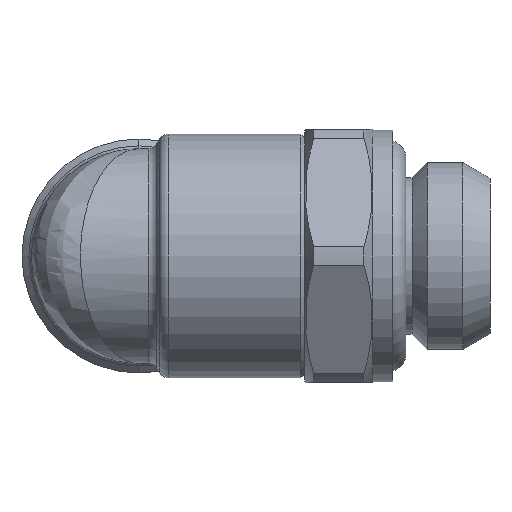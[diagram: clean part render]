
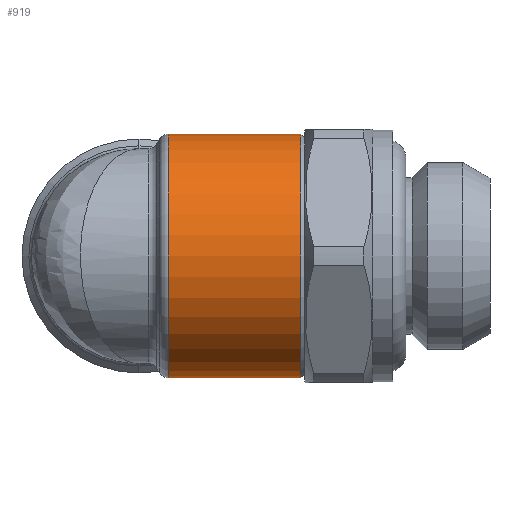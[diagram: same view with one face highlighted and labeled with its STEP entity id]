
A CAD part, left-side view. The second image highlights one B-rep face of the part: STEP entity #919.
In plain terms, the highlighted cylindrical face has radius 6.25 mm (diameter 12.5 mm), a partial arc.
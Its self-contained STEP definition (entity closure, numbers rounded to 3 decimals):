
#114 = EDGE_LOOP ( 'NONE', ( #2416, #194, #1867, #883 ) ) ;
#194 = ORIENTED_EDGE ( 'NONE', *, *, #1065, .T. ) ;
#243 = CIRCLE ( 'NONE', #2212, 6.25 ) ;
#395 = AXIS2_PLACEMENT_3D ( 'NONE', #2277, #1418, #1136 ) ;
#430 = VERTEX_POINT ( 'NONE', #2090 ) ;
#491 = DIRECTION ( 'NONE',  ( 0., 1., 0. ) ) ;
#498 = VERTEX_POINT ( 'NONE', #845 ) ;
#517 = VECTOR ( 'NONE', #491, 1000. ) ;
#601 = CARTESIAN_POINT ( 'NONE',  ( 0., -1.5, 6.25 ) ) ;
#634 = EDGE_CURVE ( 'NONE', #498, #430, #2160, .T. ) ;
#809 = EDGE_CURVE ( 'NONE', #430, #1923, #2731, .T. ) ;
#827 = DIRECTION ( 'NONE',  ( 0., 1., 0. ) ) ;
#845 = CARTESIAN_POINT ( 'NONE',  ( 0., -8.3, -6.25 ) ) ;
#864 = CARTESIAN_POINT ( 'NONE',  ( 0., -8.3, 6.25 ) ) ;
#873 = CYLINDRICAL_SURFACE ( 'NONE', #2606, 6.25 ) ;
#883 = ORIENTED_EDGE ( 'NONE', *, *, #809, .F. ) ;
#919 = ADVANCED_FACE ( 'NONE', ( #1971 ), #873, .T. ) ;
#1065 = EDGE_CURVE ( 'NONE', #498, #1946, #243, .T. ) ;
#1136 = DIRECTION ( 'NONE',  ( 0., 0., 1. ) ) ;
#1196 = VECTOR ( 'NONE', #1362, 1000. ) ;
#1362 = DIRECTION ( 'NONE',  ( 0., 1., 0. ) ) ;
#1418 = DIRECTION ( 'NONE',  ( 0., 1., 0. ) ) ;
#1618 = LINE ( 'NONE', #2376, #1196 ) ;
#1820 = CARTESIAN_POINT ( 'NONE',  ( 0., -8.3, 0. ) ) ;
#1867 = ORIENTED_EDGE ( 'NONE', *, *, #2469, .T. ) ;
#1923 = VERTEX_POINT ( 'NONE', #601 ) ;
#1946 = VERTEX_POINT ( 'NONE', #864 ) ;
#1971 = FACE_OUTER_BOUND ( 'NONE', #114, .T. ) ;
#1992 = CARTESIAN_POINT ( 'NONE',  ( 0., 5.805, -6.25 ) ) ;
#2090 = CARTESIAN_POINT ( 'NONE',  ( 0., -1.5, -6.25 ) ) ;
#2160 = LINE ( 'NONE', #1992, #517 ) ;
#2211 = DIRECTION ( 'NONE',  ( 0., 1., 0. ) ) ;
#2212 = AXIS2_PLACEMENT_3D ( 'NONE', #1820, #827, #2770 ) ;
#2277 = CARTESIAN_POINT ( 'NONE',  ( 0., -1.5, 0. ) ) ;
#2376 = CARTESIAN_POINT ( 'NONE',  ( 0., 5.805, 6.25 ) ) ;
#2416 = ORIENTED_EDGE ( 'NONE', *, *, #634, .F. ) ;
#2469 = EDGE_CURVE ( 'NONE', #1946, #1923, #1618, .T. ) ;
#2606 = AXIS2_PLACEMENT_3D ( 'NONE', #2965, #2211, #2926 ) ;
#2731 = CIRCLE ( 'NONE', #395, 6.25 ) ;
#2770 = DIRECTION ( 'NONE',  ( 0., 0., 1. ) ) ;
#2926 = DIRECTION ( 'NONE',  ( 0., 0., 1. ) ) ;
#2965 = CARTESIAN_POINT ( 'NONE',  ( 0., 5.805, 0. ) ) ;
